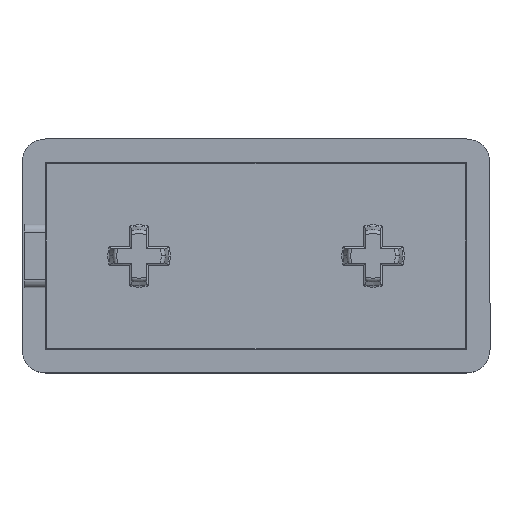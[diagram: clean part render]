
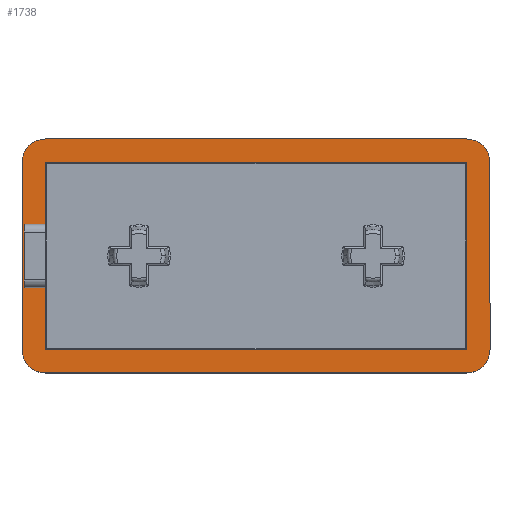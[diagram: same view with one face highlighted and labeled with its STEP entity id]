
A CAD part, top view. The second image highlights one B-rep face of the part: STEP entity #1738.
In plain terms, the highlighted planar face has unit normal (0, 0, 1).
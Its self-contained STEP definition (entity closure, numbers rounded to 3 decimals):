
#131 = EDGE_LOOP ( 'NONE', ( #1060, #1432, #1210, #1191, #1050, #1419, #1371, #1024 ) ) ;
#155 = EDGE_LOOP ( 'NONE', ( #1393, #1364, #1183, #1100, #1178, #1253, #1010, #1044 ) ) ;
#336 = DIRECTION ( 'NONE',  ( 1., 0., 0. ) ) ;
#337 = DIRECTION ( 'NONE',  ( 0., 0., 1. ) ) ;
#338 = CARTESIAN_POINT ( 'NONE',  ( 42., 12., 4. ) ) ;
#339 = DIRECTION ( 'NONE',  ( -1., 0., 0. ) ) ;
#340 = CARTESIAN_POINT ( 'NONE',  ( -12., 12., 4. ) ) ;
#430 = CARTESIAN_POINT ( 'NONE',  ( 45., -15., 4. ) ) ;
#556 = CARTESIAN_POINT ( 'NONE',  ( -12., -15., 4. ) ) ;
#590 = CARTESIAN_POINT ( 'NONE',  ( -12., 4.05, 4. ) ) ;
#591 = CARTESIAN_POINT ( 'NONE',  ( -12., -12., 4. ) ) ;
#593 = CARTESIAN_POINT ( 'NONE',  ( 45., 4.05, 4. ) ) ;
#646 = DIRECTION ( 'NONE',  ( 1., 0., 0. ) ) ;
#775 = PLANE ( 'NONE',  #3143 ) ;
#791 = DIRECTION ( 'NONE',  ( 1., 0., 0. ) ) ;
#792 = DIRECTION ( 'NONE',  ( 0., 0., 1. ) ) ;
#826 = CARTESIAN_POINT ( 'NONE',  ( 42., -12., 4. ) ) ;
#905 = VECTOR ( 'NONE', #2432, 1000. ) ;
#929 = VECTOR ( 'NONE', #2211, 1000. ) ;
#1010 = ORIENTED_EDGE ( 'NONE', *, *, #2952, .F. ) ;
#1024 = ORIENTED_EDGE ( 'NONE', *, *, #2919, .T. ) ;
#1026 = VERTEX_POINT ( 'NONE', #1941 ) ;
#1044 = ORIENTED_EDGE ( 'NONE', *, *, #2938, .F. ) ;
#1050 = ORIENTED_EDGE ( 'NONE', *, *, #3011, .T. ) ;
#1056 = VERTEX_POINT ( 'NONE', #1926 ) ;
#1060 = ORIENTED_EDGE ( 'NONE', *, *, #2927, .T. ) ;
#1067 = VERTEX_POINT ( 'NONE', #1922 ) ;
#1082 = VERTEX_POINT ( 'NONE', #1919 ) ;
#1095 = VERTEX_POINT ( 'NONE', #1912 ) ;
#1098 = VERTEX_POINT ( 'NONE', #1909 ) ;
#1100 = ORIENTED_EDGE ( 'NONE', *, *, #1723, .T. ) ;
#1154 = FACE_BOUND ( 'NONE', #155, .T. ) ;
#1156 = FACE_OUTER_BOUND ( 'NONE', #131, .T. ) ;
#1178 = ORIENTED_EDGE ( 'NONE', *, *, #2958, .F. ) ;
#1183 = ORIENTED_EDGE ( 'NONE', *, *, #3010, .T. ) ;
#1187 = VERTEX_POINT ( 'NONE', #1881 ) ;
#1191 = ORIENTED_EDGE ( 'NONE', *, *, #2925, .T. ) ;
#1210 = ORIENTED_EDGE ( 'NONE', *, *, #2926, .T. ) ;
#1212 = LINE ( 'NONE', #593, #3262 ) ;
#1233 = VERTEX_POINT ( 'NONE', #1866 ) ;
#1253 = ORIENTED_EDGE ( 'NONE', *, *, #2918, .F. ) ;
#1259 = VERTEX_POINT ( 'NONE', #1860 ) ;
#1268 = VERTEX_POINT ( 'NONE', #1855 ) ;
#1282 = VERTEX_POINT ( 'NONE', #1852 ) ;
#1294 = VERTEX_POINT ( 'NONE', #1849 ) ;
#1364 = ORIENTED_EDGE ( 'NONE', *, *, #3018, .T. ) ;
#1371 = ORIENTED_EDGE ( 'NONE', *, *, #2924, .T. ) ;
#1393 = ORIENTED_EDGE ( 'NONE', *, *, #3049, .F. ) ;
#1419 = ORIENTED_EDGE ( 'NONE', *, *, #3013, .T. ) ;
#1432 = ORIENTED_EDGE ( 'NONE', *, *, #2968, .T. ) ;
#1437 = VERTEX_POINT ( 'NONE', #826 ) ;
#1465 = VERTEX_POINT ( 'NONE', #556 ) ;
#1467 = VERTEX_POINT ( 'NONE', #591 ) ;
#1535 = VERTEX_POINT ( 'NONE', #590 ) ;
#1549 = AXIS2_PLACEMENT_3D ( 'NONE', #2100, #2133, #2115 ) ;
#1555 = VECTOR ( 'NONE', #2260, 1000. ) ;
#1556 = AXIS2_PLACEMENT_3D ( 'NONE', #2232, #2208, #2135 ) ;
#1558 = VECTOR ( 'NONE', #2247, 1000. ) ;
#1561 = AXIS2_PLACEMENT_3D ( 'NONE', #338, #337, #336 ) ;
#1574 = CIRCLE ( 'NONE', #1561, 3. ) ;
#1577 = VECTOR ( 'NONE', #2128, 1000. ) ;
#1586 = VECTOR ( 'NONE', #339, 1000. ) ;
#1613 = VECTOR ( 'NONE', #2278, 1000. ) ;
#1614 = VECTOR ( 'NONE', #2379, 1000. ) ;
#1619 = VECTOR ( 'NONE', #2158, 1000. ) ;
#1640 = CIRCLE ( 'NONE', #1646, 3. ) ;
#1646 = AXIS2_PLACEMENT_3D ( 'NONE', #2139, #2230, #2300 ) ;
#1652 = CIRCLE ( 'NONE', #1556, 3. ) ;
#1658 = CIRCLE ( 'NONE', #1549, 3. ) ;
#1670 = VECTOR ( 'NONE', #2269, 1000. ) ;
#1678 = VECTOR ( 'NONE', #2093, 1000. ) ;
#1723 = EDGE_CURVE ( 'NONE', #1082, #1535, #1212, .T. ) ;
#1738 = ADVANCED_FACE ( 'NONE', ( #1156, #1154 ), #775, .T. ) ;
#1849 = CARTESIAN_POINT ( 'NONE',  ( -14.7, -4.05, 4. ) ) ;
#1852 = CARTESIAN_POINT ( 'NONE',  ( 45., 12., 4. ) ) ;
#1855 = CARTESIAN_POINT ( 'NONE',  ( -12., 15., 4. ) ) ;
#1860 = CARTESIAN_POINT ( 'NONE',  ( -12., 12., 4. ) ) ;
#1866 = CARTESIAN_POINT ( 'NONE',  ( -15., -12., 4. ) ) ;
#1881 = CARTESIAN_POINT ( 'NONE',  ( 45., -12., 4. ) ) ;
#1909 = CARTESIAN_POINT ( 'NONE',  ( -12., -4.05, 4. ) ) ;
#1912 = CARTESIAN_POINT ( 'NONE',  ( 42., -15., 4. ) ) ;
#1919 = CARTESIAN_POINT ( 'NONE',  ( -14.7, 4.05, 4. ) ) ;
#1922 = CARTESIAN_POINT ( 'NONE',  ( 42., 12., 4. ) ) ;
#1926 = CARTESIAN_POINT ( 'NONE',  ( -15., 12., 4. ) ) ;
#1941 = CARTESIAN_POINT ( 'NONE',  ( 42., 15., 4. ) ) ;
#2072 = CARTESIAN_POINT ( 'NONE',  ( 45., 15., 4. ) ) ;
#2093 = DIRECTION ( 'NONE',  ( -1., 0., 0. ) ) ;
#2100 = CARTESIAN_POINT ( 'NONE',  ( -12., -12., 4. ) ) ;
#2115 = DIRECTION ( 'NONE',  ( 1., 0., 0. ) ) ;
#2127 = CARTESIAN_POINT ( 'NONE',  ( 42., 12., 4. ) ) ;
#2128 = DIRECTION ( 'NONE',  ( 1., 0., 0. ) ) ;
#2130 = CARTESIAN_POINT ( 'NONE',  ( -12., -12., 4. ) ) ;
#2133 = DIRECTION ( 'NONE',  ( 0., 0., 1. ) ) ;
#2135 = DIRECTION ( 'NONE',  ( 1., 0., 0. ) ) ;
#2139 = CARTESIAN_POINT ( 'NONE',  ( -12., 12., 4. ) ) ;
#2152 = CARTESIAN_POINT ( 'NONE',  ( -15., 15., 4. ) ) ;
#2158 = DIRECTION ( 'NONE',  ( 0., -1., 0. ) ) ;
#2175 = CARTESIAN_POINT ( 'NONE',  ( 45., -4.05, 4. ) ) ;
#2208 = DIRECTION ( 'NONE',  ( 0., 0., 1. ) ) ;
#2211 = DIRECTION ( 'NONE',  ( -1., 0., 0. ) ) ;
#2230 = DIRECTION ( 'NONE',  ( 0., 0., 1. ) ) ;
#2232 = CARTESIAN_POINT ( 'NONE',  ( 42., -12., 4. ) ) ;
#2239 = CARTESIAN_POINT ( 'NONE',  ( -12., 12., 4. ) ) ;
#2247 = DIRECTION ( 'NONE',  ( 0., -1., 0. ) ) ;
#2260 = DIRECTION ( 'NONE',  ( 0., 1., 0. ) ) ;
#2269 = DIRECTION ( 'NONE',  ( 1., 0., 0. ) ) ;
#2271 = CARTESIAN_POINT ( 'NONE',  ( -15., -15., 4. ) ) ;
#2278 = DIRECTION ( 'NONE',  ( 0., 1., 0. ) ) ;
#2286 = CARTESIAN_POINT ( 'NONE',  ( -14.7, -15., 4. ) ) ;
#2300 = DIRECTION ( 'NONE',  ( 1., 0., 0. ) ) ;
#2343 = CARTESIAN_POINT ( 'NONE',  ( -15., 15., 4. ) ) ;
#2379 = DIRECTION ( 'NONE',  ( 0., 1., 0. ) ) ;
#2427 = CARTESIAN_POINT ( 'NONE',  ( -12., 12., 4. ) ) ;
#2432 = DIRECTION ( 'NONE',  ( 0., -1., 0. ) ) ;
#2585 = LINE ( 'NONE', #2072, #1555 ) ;
#2604 = LINE ( 'NONE', #340, #1586 ) ;
#2620 = LINE ( 'NONE', #2127, #1614 ) ;
#2630 = LINE ( 'NONE', #2286, #1613 ) ;
#2632 = LINE ( 'NONE', #2271, #1670 ) ;
#2636 = LINE ( 'NONE', #2175, #929 ) ;
#2646 = LINE ( 'NONE', #2152, #1558 ) ;
#2661 = LINE ( 'NONE', #2427, #905 ) ;
#2668 = LINE ( 'NONE', #2239, #1619 ) ;
#2699 = LINE ( 'NONE', #2343, #1678 ) ;
#2724 = LINE ( 'NONE', #2130, #1577 ) ;
#2918 = EDGE_CURVE ( 'NONE', #1067, #1259, #2604, .T. ) ;
#2919 = EDGE_CURVE ( 'NONE', #1282, #1026, #1574, .T. ) ;
#2924 = EDGE_CURVE ( 'NONE', #1187, #1282, #2585, .T. ) ;
#2925 = EDGE_CURVE ( 'NONE', #1233, #1465, #1658, .T. ) ;
#2926 = EDGE_CURVE ( 'NONE', #1056, #1233, #2646, .T. ) ;
#2927 = EDGE_CURVE ( 'NONE', #1026, #1268, #2699, .T. ) ;
#2938 = EDGE_CURVE ( 'NONE', #1467, #1437, #2724, .T. ) ;
#2952 = EDGE_CURVE ( 'NONE', #1437, #1067, #2620, .T. ) ;
#2958 = EDGE_CURVE ( 'NONE', #1259, #1535, #2668, .T. ) ;
#2968 = EDGE_CURVE ( 'NONE', #1268, #1056, #1640, .T. ) ;
#3010 = EDGE_CURVE ( 'NONE', #1294, #1082, #2630, .T. ) ;
#3011 = EDGE_CURVE ( 'NONE', #1465, #1095, #2632, .T. ) ;
#3013 = EDGE_CURVE ( 'NONE', #1095, #1187, #1652, .T. ) ;
#3018 = EDGE_CURVE ( 'NONE', #1098, #1294, #2636, .T. ) ;
#3049 = EDGE_CURVE ( 'NONE', #1098, #1467, #2661, .T. ) ;
#3143 = AXIS2_PLACEMENT_3D ( 'NONE', #430, #792, #791 ) ;
#3262 = VECTOR ( 'NONE', #646, 1000. ) ;
